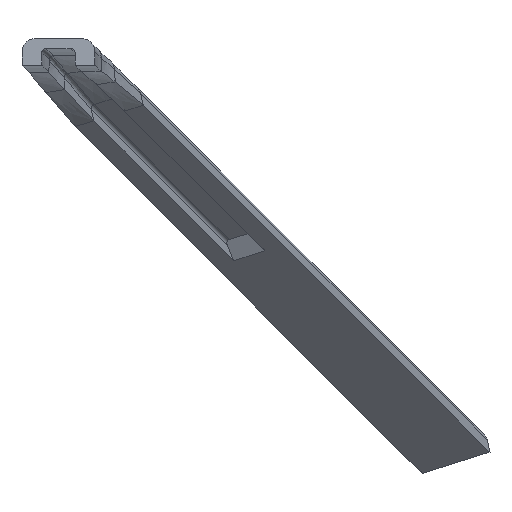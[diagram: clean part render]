
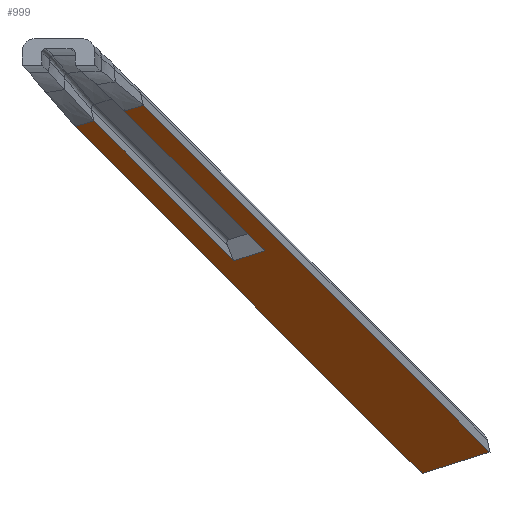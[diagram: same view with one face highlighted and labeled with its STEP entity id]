
A CAD part, front view. The second image highlights one B-rep face of the part: STEP entity #999.
In plain terms, the highlighted planar face has unit normal (0.201, -0.367, -0.908).
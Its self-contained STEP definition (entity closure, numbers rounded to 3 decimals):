
#151=FACE_OUTER_BOUND('',#213,.T.);
#213=EDGE_LOOP('',(#781,#782,#783,#784,#785,#786,#787,#788));
#254=LINE('',#1380,#336);
#255=LINE('',#1383,#337);
#270=LINE('',#1471,#352);
#288=LINE('',#1715,#370);
#289=LINE('',#1717,#371);
#290=LINE('',#1719,#372);
#291=LINE('',#1721,#373);
#292=LINE('',#1722,#374);
#336=VECTOR('',#1130,10.);
#337=VECTOR('',#1133,10.);
#352=VECTOR('',#1166,10.);
#370=VECTOR('',#1236,10.);
#371=VECTOR('',#1237,10.);
#372=VECTOR('',#1238,10.);
#373=VECTOR('',#1239,10.);
#374=VECTOR('',#1240,10.);
#415=VERTEX_POINT('',#1369);
#420=VERTEX_POINT('',#1378);
#421=VERTEX_POINT('',#1382);
#437=VERTEX_POINT('',#1470);
#461=VERTEX_POINT('',#1714);
#462=VERTEX_POINT('',#1716);
#463=VERTEX_POINT('',#1718);
#464=VERTEX_POINT('',#1720);
#510=EDGE_CURVE('',#415,#420,#254,.T.);
#511=EDGE_CURVE('',#415,#421,#255,.T.);
#534=EDGE_CURVE('',#437,#420,#270,.T.);
#576=EDGE_CURVE('',#461,#437,#288,.T.);
#577=EDGE_CURVE('',#461,#462,#289,.T.);
#578=EDGE_CURVE('',#462,#463,#290,.T.);
#579=EDGE_CURVE('',#464,#463,#291,.T.);
#580=EDGE_CURVE('',#421,#464,#292,.T.);
#781=ORIENTED_EDGE('',*,*,#511,.F.);
#782=ORIENTED_EDGE('',*,*,#510,.T.);
#783=ORIENTED_EDGE('',*,*,#534,.F.);
#784=ORIENTED_EDGE('',*,*,#576,.F.);
#785=ORIENTED_EDGE('',*,*,#577,.T.);
#786=ORIENTED_EDGE('',*,*,#578,.T.);
#787=ORIENTED_EDGE('',*,*,#579,.F.);
#788=ORIENTED_EDGE('',*,*,#580,.F.);
#962=PLANE('',#1075);
#999=ADVANCED_FACE('',(#151),#962,.F.);
#1075=AXIS2_PLACEMENT_3D('',#1713,#1234,#1235);
#1130=DIRECTION('',(-0.933,0.212,-0.292));
#1133=DIRECTION('',(-0.3,-0.906,0.3));
#1166=DIRECTION('',(0.3,0.906,-0.3));
#1234=DIRECTION('center_axis',(-0.201,0.367,0.908));
#1235=DIRECTION('ref_axis',(0.933,-0.212,0.292));
#1236=DIRECTION('',(0.933,-0.212,0.292));
#1237=DIRECTION('',(0.3,0.906,-0.3));
#1238=DIRECTION('',(0.933,-0.212,0.292));
#1239=DIRECTION('',(0.3,0.906,-0.3));
#1240=DIRECTION('',(0.933,-0.212,0.292));
#1369=CARTESIAN_POINT('',(-118.119,138.351,-21.699));
#1378=CARTESIAN_POINT('',(-122.782,139.41,-23.159));
#1380=CARTESIAN_POINT('',(-123.016,139.463,-23.232));
#1382=CARTESIAN_POINT('',(-139.225,74.549,-0.593));
#1383=CARTESIAN_POINT('',(-139.225,74.549,-0.593));
#1470=CARTESIAN_POINT('',(-143.888,75.608,-2.054));
#1471=CARTESIAN_POINT('',(-143.888,75.608,-2.054));
#1713=CARTESIAN_POINT('Origin',(-146.686,76.244,-2.93));
#1714=CARTESIAN_POINT('',(-146.686,76.244,-2.93));
#1715=CARTESIAN_POINT('',(-146.686,76.244,-2.93));
#1716=CARTESIAN_POINT('',(-94.356,234.439,-55.261));
#1717=CARTESIAN_POINT('',(-146.686,76.244,-2.93));
#1718=CARTESIAN_POINT('',(-84.097,232.108,-52.047));
#1719=CARTESIAN_POINT('',(-94.356,234.439,-55.261));
#1720=CARTESIAN_POINT('',(-136.427,73.913,0.283));
#1721=CARTESIAN_POINT('',(-136.427,73.913,0.283));
#1722=CARTESIAN_POINT('',(-146.686,76.244,-2.93));
